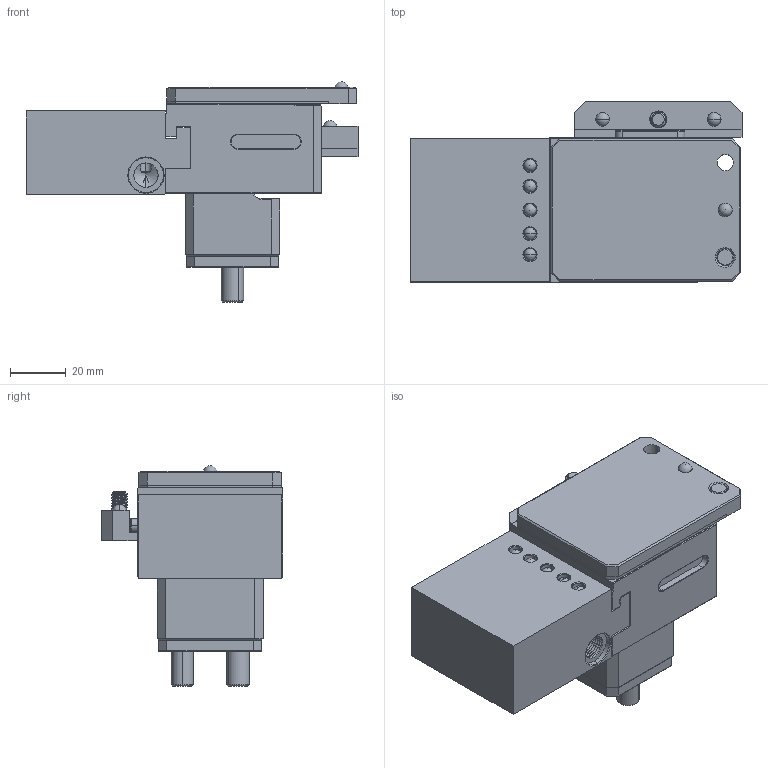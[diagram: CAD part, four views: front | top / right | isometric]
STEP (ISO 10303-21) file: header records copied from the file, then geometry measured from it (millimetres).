
FILE_DESCRIPTION (( 'STEP AP214' ), '1' );
FILE_NAME ('CR525011.STEP', '2024-07-22T12:55:57', ( '' ), ( '' ), 'SwSTEP 2.0', 'SolidWorks 2021', '' );
FILE_SCHEMA (( 'AUTOMOTIVE_DESIGN' ));
Length unit declared in the file: millimetre
Products named in the file (23): Junta_tor_4x1.5; 9CR425009-G; 9CR000000-F; 9CS523511-D1; iman_6x2; 9CS423009-T; iman_6x3; 9CR424509-C; 9CS523511-E; Bola_5; 9CS523511-C; 9CS523511-D2; 9CR000000-T_91294A239; CR525011; torica_3.1x1i6; Chaveta_25x5; iman_14x4; Bola_4i5; iman_6x5; 9CS523511-A; iman_8x4; 9CR525011-B_9CS423009-sin taladro; 9CS000000-G
Assembly tree (43 placements, depth 2):
  CR525011
    9CS523511-A
    iman_6x5
    iman_6x3  x2
    9CS523511-D1
    9CS523511-D2
    torica_3.1x1i6
    Bola_5  x3
    9CS000000-G
    iman_8x4  x4
    iman_14x4  x2
    9CS523511-C
    9CS423009-T  x2
    9CS523511-E
    iman_6x2
    Chaveta_25x5
    9CR525011-B_9CS423009-sin taladro
    9CR425009-G  x4
    9CR424509-C  x4
    9CR000000-F
    9CR000000-T_91294A239
    Bola_4i5  x5
    Junta_tor_4x1.5  x4
Bounding box: 119 x 65 x 79.1 mm (x, y, z)
Volume: 218761.9 mm3; surface area: 77236.7 mm2
Topology: 48 solids, 48 shells, 1311 faces, 3229 edges, 2027 vertices
Faces by surface type: plane 456, cylinder 320, bspline 205, cone 163, torus 151, sphere 16
Entity records: 50003 total; most frequent: CARTESIAN_POINT 22392, ORIENTED_EDGE 5122, DIRECTION 4325, EDGE_CURVE 2561, VERTEX_POINT 1630, AXIS2_PLACEMENT_3D 1511, LINE 1303, VECTOR 1303
